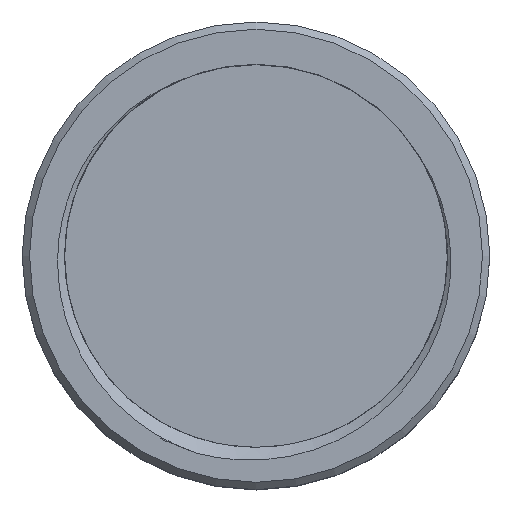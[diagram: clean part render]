
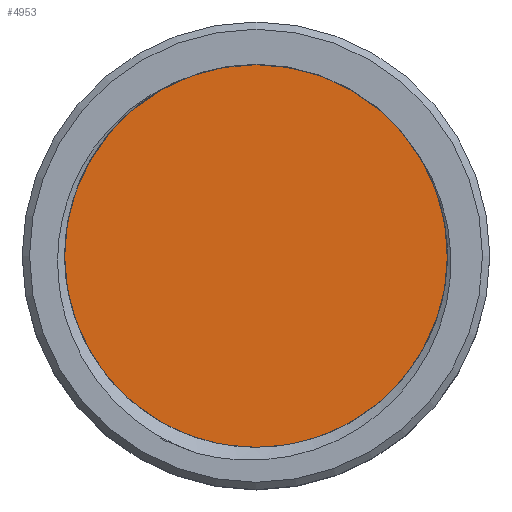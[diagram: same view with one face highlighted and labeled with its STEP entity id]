
A CAD part, top view. The second image highlights one B-rep face of the part: STEP entity #4953.
In plain terms, the highlighted planar face has unit normal (0, 0, 1).
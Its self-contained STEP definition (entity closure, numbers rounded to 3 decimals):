
#3751 = CYLINDRICAL_SURFACE('',#3752,13.1);
#3752 = AXIS2_PLACEMENT_3D('',#3753,#3754,#3755);
#3753 = CARTESIAN_POINT('',(0.,0.,15.5)
  );
#3754 = DIRECTION('',(0.,0.,-1.));
#3755 = DIRECTION('',(0.,1.,0.));
#4387 = VERTEX_POINT('',#4388);
#4388 = CARTESIAN_POINT('',(0.,13.1,2.923));
#4409 = EDGE_CURVE('',#4387,#4387,#4410,.T.);
#4410 = SURFACE_CURVE('',#4411,(#4416,#4423),.PCURVE_S1.);
#4411 = CIRCLE('',#4412,13.1);
#4412 = AXIS2_PLACEMENT_3D('',#4413,#4414,#4415);
#4413 = CARTESIAN_POINT('',(0.,0.,
    2.923));
#4414 = DIRECTION('',(0.,0.,-1.));
#4415 = DIRECTION('',(0.,1.,0.));
#4416 = PCURVE('',#3751,#4417);
#4417 = DEFINITIONAL_REPRESENTATION('',(#4418),#4422);
#4418 = LINE('',#4419,#4420);
#4419 = CARTESIAN_POINT('',(0.,12.577));
#4420 = VECTOR('',#4421,1.);
#4421 = DIRECTION('',(1.,0.));
#4422 = ( GEOMETRIC_REPRESENTATION_CONTEXT(2) 
PARAMETRIC_REPRESENTATION_CONTEXT() REPRESENTATION_CONTEXT('2D SPACE',''
  ) );
#4423 = PCURVE('',#4424,#4429);
#4424 = PLANE('',#4425);
#4425 = AXIS2_PLACEMENT_3D('',#4426,#4427,#4428);
#4426 = CARTESIAN_POINT('',(0.,0.,
    2.923));
#4427 = DIRECTION('',(0.,0.,1.));
#4428 = DIRECTION('',(0.,-1.,0.));
#4429 = DEFINITIONAL_REPRESENTATION('',(#4430),#4438);
#4430 = ( BOUNDED_CURVE() B_SPLINE_CURVE(2,(#4431,#4432,#4433,#4434,
#4435,#4436,#4437),.UNSPECIFIED.,.T.,.F.) B_SPLINE_CURVE_WITH_KNOTS((1,2
    ,2,2,2,1),(-2.094,0.,2.094,4.189,
6.283,8.378),.UNSPECIFIED.) CURVE() 
GEOMETRIC_REPRESENTATION_ITEM() RATIONAL_B_SPLINE_CURVE((1.,0.5,1.,0.5,
1.,0.5,1.)) REPRESENTATION_ITEM('') );
#4431 = CARTESIAN_POINT('',(-13.1,0.));
#4432 = CARTESIAN_POINT('',(-13.1,22.69));
#4433 = CARTESIAN_POINT('',(6.55,11.345));
#4434 = CARTESIAN_POINT('',(26.2,0.));
#4435 = CARTESIAN_POINT('',(6.55,-11.345));
#4436 = CARTESIAN_POINT('',(-13.1,-22.69));
#4437 = CARTESIAN_POINT('',(-13.1,0.));
#4438 = ( GEOMETRIC_REPRESENTATION_CONTEXT(2) 
PARAMETRIC_REPRESENTATION_CONTEXT() REPRESENTATION_CONTEXT('2D SPACE',''
  ) );
#4953 = ADVANCED_FACE('',(#4954),#4424,.T.);
#4954 = FACE_BOUND('',#4955,.F.);
#4955 = EDGE_LOOP('',(#4956));
#4956 = ORIENTED_EDGE('',*,*,#4409,.T.);
